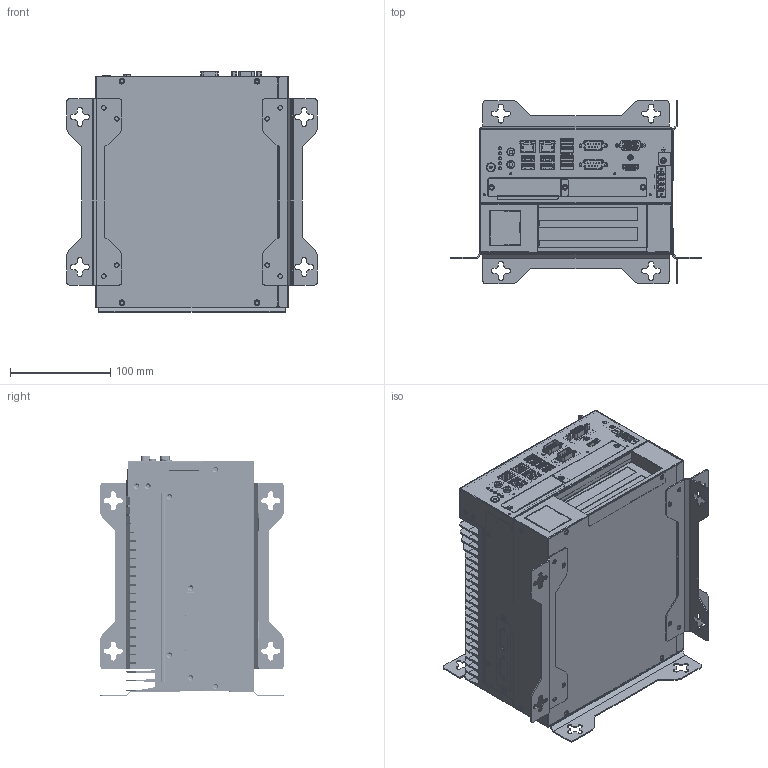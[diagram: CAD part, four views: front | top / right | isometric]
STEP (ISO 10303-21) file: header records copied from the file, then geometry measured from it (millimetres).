
FILE_DESCRIPTION (( 'STEP AP203' ), '1' );
FILE_NAME ('MIC-770 and MIC-75M20 WITH MOUNTING BRACKET.STEP', '2020-04-14T01:42:18', ( '' ), ( '' ), 'SwSTEP 2.0', 'SolidWorks 2018', '' );
FILE_SCHEMA (( 'CONFIG_CONTROL_DESIGN' ));
Products named in the file (1): MIC-770 and MIC-75M20 WITH MOUNTING BRACKET
Bounding box: 250 x 183 x 240.37 mm (x, y, z)
Volume: 2832400.2 mm3; surface area: 768253.8 mm2
Topology: 24 solids, 33 shells, 8226 faces, 22027 edges, 14275 vertices
Faces by surface type: plane 6199, cylinder 1628, cone 154, bspline 104, torus 94, sphere 47
Entity records: 258921 total; most frequent: CARTESIAN_POINT 50944, ORIENTED_EDGE 43816, DIRECTION 41484, EDGE_CURVE 21908, VECTOR 17806, LINE 17806, VERTEX_POINT 14229, AXIS2_PLACEMENT_3D 11839
